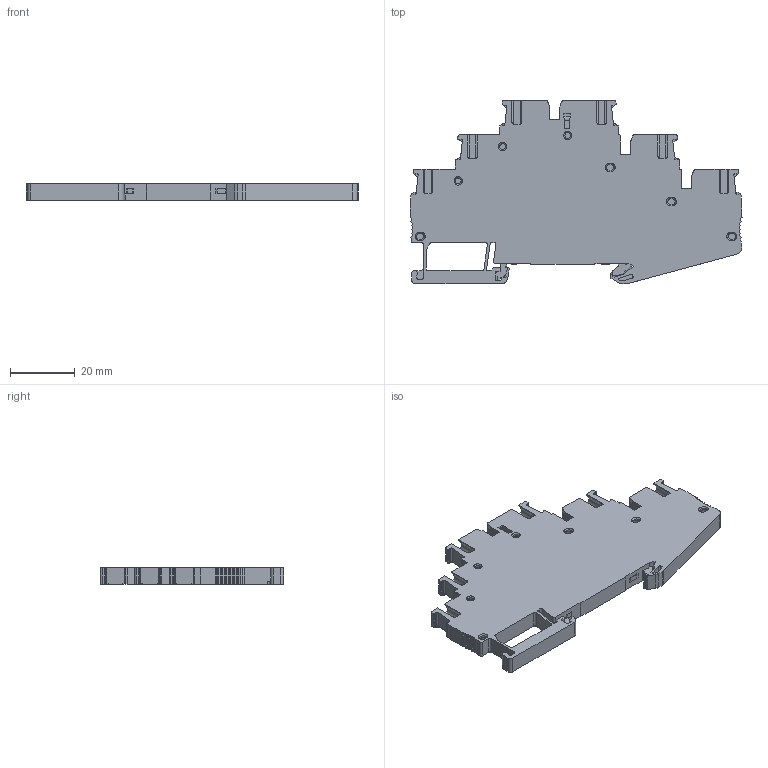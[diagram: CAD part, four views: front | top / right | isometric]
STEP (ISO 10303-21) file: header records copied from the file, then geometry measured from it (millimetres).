
FILE_DESCRIPTION((''),'2;1');
FILE_NAME('11','2022-08-04T09:29:06',('Administrator'),(''),'CREO PARAMETRIC BY PTC INC, 2016510','CREO PARAMETRIC BY PTC INC, 2016510','');
FILE_SCHEMA(('CONFIG_CONTROL_DESIGN','SHAPE_APPEARANCE_LAYERS_GROUPS'));
Length unit declared in the file: millimetre
Products named in the file (1): 11
Bounding box: 102.47 x 56.55 x 5.2 mm (x, y, z)
Volume: 18641.6 mm3; surface area: 13949.3 mm2
Topology: 1 solids, 1 shells, 1371 faces, 3851 edges, 2512 vertices
Faces by surface type: plane 887, cylinder 398, torus 46, cone 40
Entity records: 58635 total; most frequent: CARTESIAN_POINT 8826, ORIENTED_EDGE 7702, DIRECTION 7161, EDGE_CURVE 3851, VECTOR 2873, LINE 2873, VERTEX_POINT 2512, FILL_AREA_STYLE_COLOUR 2266
